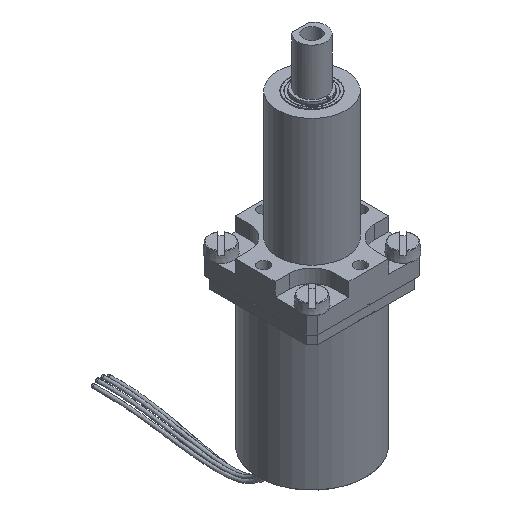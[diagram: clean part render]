
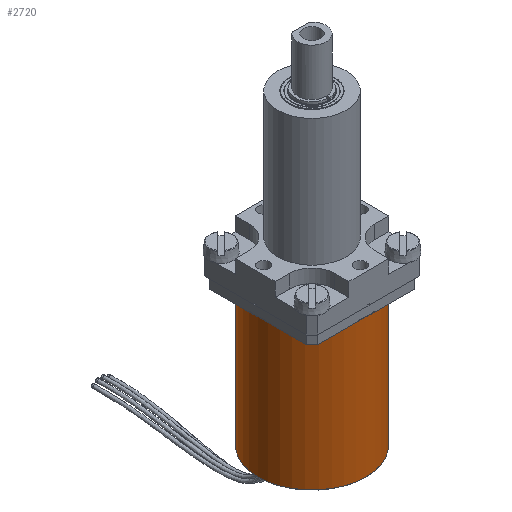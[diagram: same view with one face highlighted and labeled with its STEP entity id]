
A CAD part, isometric view. The second image highlights one B-rep face of the part: STEP entity #2720.
In plain terms, the highlighted cylindrical face has radius 9.5 mm (diameter 19 mm), a full revolution.
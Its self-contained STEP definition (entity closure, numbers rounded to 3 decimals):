
#486=CYLINDRICAL_SURFACE('',#2989,9.5);
#644=FACE_BOUND('',#994,.T.);
#789=FACE_OUTER_BOUND('',#993,.T.);
#993=EDGE_LOOP('',(#2347,#2348,#2349,#2350));
#994=EDGE_LOOP('',(#2351));
#1150=CIRCLE('',#2988,9.5);
#1151=CIRCLE('',#2990,9.5);
#1152=CIRCLE('',#2991,9.5);
#1153=CIRCLE('',#2992,9.5);
#1154=CIRCLE('',#2993,9.5);
#1376=VERTEX_POINT('',#5336);
#1377=VERTEX_POINT('',#5339);
#1378=VERTEX_POINT('',#5340);
#1379=VERTEX_POINT('',#5342);
#1380=VERTEX_POINT('',#5344);
#1711=EDGE_CURVE('',#1376,#1376,#1150,.T.);
#1712=EDGE_CURVE('',#1377,#1378,#1151,.T.);
#1713=EDGE_CURVE('',#1379,#1377,#1152,.T.);
#1714=EDGE_CURVE('',#1380,#1379,#1153,.T.);
#1715=EDGE_CURVE('',#1378,#1380,#1154,.T.);
#2347=ORIENTED_EDGE('',*,*,#1712,.F.);
#2348=ORIENTED_EDGE('',*,*,#1713,.F.);
#2349=ORIENTED_EDGE('',*,*,#1714,.F.);
#2350=ORIENTED_EDGE('',*,*,#1715,.F.);
#2351=ORIENTED_EDGE('',*,*,#1711,.F.);
#2720=ADVANCED_FACE('',(#789,#644),#486,.T.);
#2988=AXIS2_PLACEMENT_3D('',#5337,#3665,#3666);
#2989=AXIS2_PLACEMENT_3D('',#5338,#3667,#3668);
#2990=AXIS2_PLACEMENT_3D('',#5341,#3669,#3670);
#2991=AXIS2_PLACEMENT_3D('',#5343,#3671,#3672);
#2992=AXIS2_PLACEMENT_3D('',#5345,#3673,#3674);
#2993=AXIS2_PLACEMENT_3D('',#5346,#3675,#3676);
#3665=DIRECTION('center_axis',(0.,0.,
-1.));
#3666=DIRECTION('ref_axis',(1.,0.,0.));
#3667=DIRECTION('center_axis',(0.,0.,
-1.));
#3668=DIRECTION('ref_axis',(1.,0.,0.));
#3669=DIRECTION('center_axis',(0.,0.,
1.));
#3670=DIRECTION('ref_axis',(1.,0.,0.));
#3671=DIRECTION('center_axis',(0.,0.,
1.));
#3672=DIRECTION('ref_axis',(1.,0.,0.));
#3673=DIRECTION('center_axis',(0.,0.,
1.));
#3674=DIRECTION('ref_axis',(1.,0.,0.));
#3675=DIRECTION('center_axis',(0.,0.,
1.));
#3676=DIRECTION('ref_axis',(1.,0.,0.));
#5336=CARTESIAN_POINT('',(-9.5,0.,-24.4));
#5337=CARTESIAN_POINT('Origin',(0.,0.,
-24.4));
#5338=CARTESIAN_POINT('Origin',(0.,0.,
0.));
#5339=CARTESIAN_POINT('',(-9.5,0.,0.));
#5340=CARTESIAN_POINT('',(0.,-9.5,0.));
#5341=CARTESIAN_POINT('Origin',(0.,0.,
0.));
#5342=CARTESIAN_POINT('',(0.,9.5,0.));
#5343=CARTESIAN_POINT('Origin',(0.,0.,
0.));
#5344=CARTESIAN_POINT('',(9.5,0.,0.));
#5345=CARTESIAN_POINT('Origin',(0.,0.,
0.));
#5346=CARTESIAN_POINT('Origin',(0.,0.,
0.));
